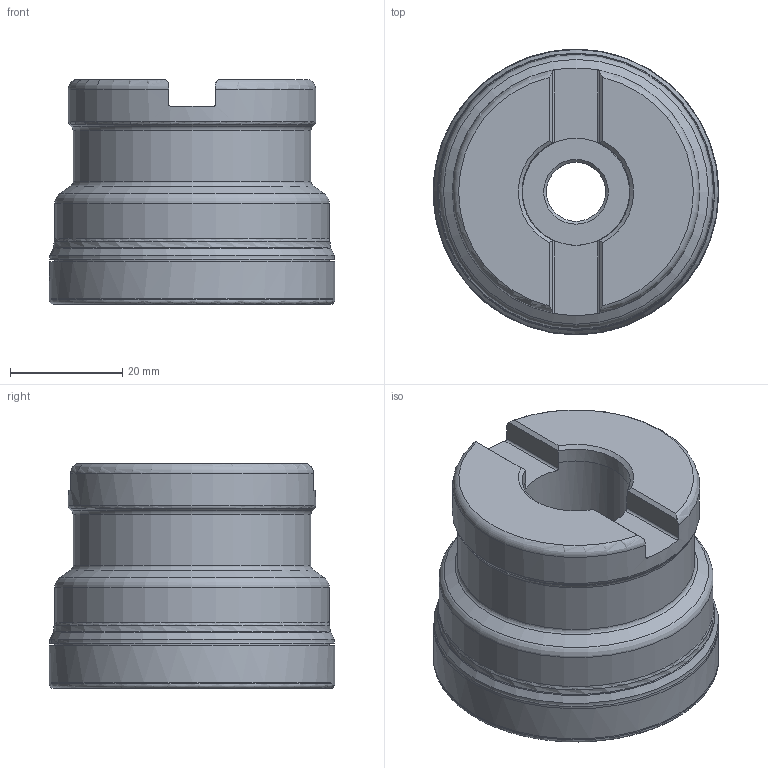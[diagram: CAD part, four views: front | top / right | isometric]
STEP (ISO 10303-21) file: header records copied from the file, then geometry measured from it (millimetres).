
FILE_DESCRIPTION(/* description */ (''),/* implementation_level */ '2;1');
FILE_NAME(/* name */ 'E-Catalogue_F90-WN08-D200Z5S075I.stp',/* time_stamp */ '2023-10-30T13:34:41+09:00',/* author */ (''),/* organization */ (''),/* preprocessor_version */ 'ST-DEVELOPER v16',/* originating_system */ 'SIEMENS PLM Software NX 10.0',/* authorisation */ '');
FILE_SCHEMA (('AP203_CONFIGURATION_CONTROLLED_3D_DESIGN_OF_MECHANICAL_PARTS_AND_ASSEMBLIES_MIM_LF { 1 0 10303 403 2 1 2}'));
Length unit declared in the file: millimetre
Products named in the file (1): 10223F5CCA8Abcie
Bounding box: 50.8 x 50.8 x 40 mm (x, y, z)
Volume: 52086.5 mm3; surface area: 17315.5 mm2
Topology: 1 solids, 5 shells, 90 faces, 267 edges, 227 vertices
Faces by surface type: revolution 42, plane 16, cylinder 11, torus 10, cone 8, bspline 3
Full cylindrical faces by diameter (mm): 10.5 x1, 16 x1, 19.05 x1, 20.05 x1, 42.3 x1, 44 x1, 48.8 x1
Entity records: 3328 total; most frequent: CARTESIAN_POINT 1531, DIRECTION 321, ORIENTED_EDGE 260, EDGE_LOOP 152, FACE_BOUND 130, EDGE_CURVE 130, AXIS2_PLACEMENT_3D 126, VERTEX_POINT 108
